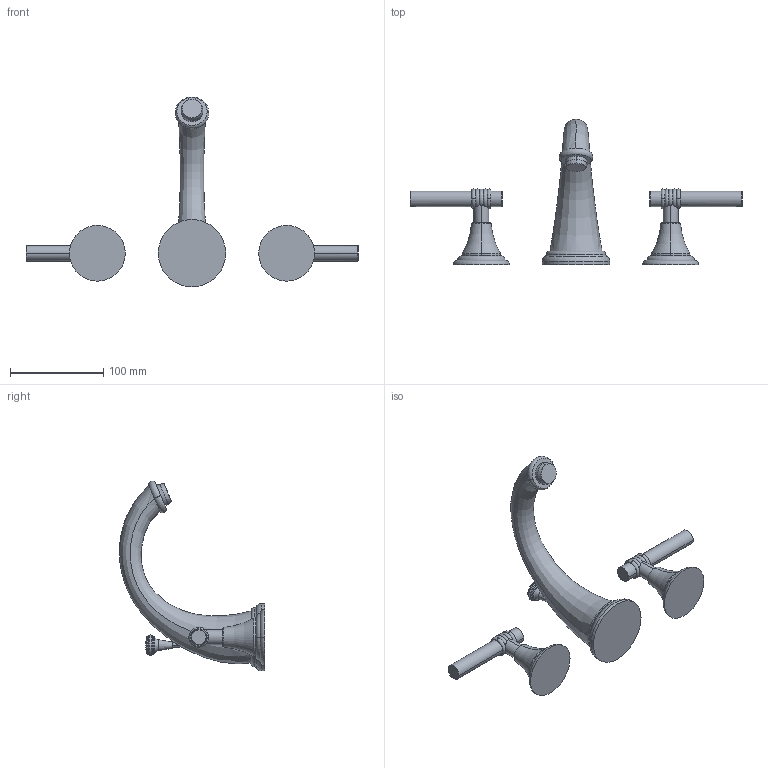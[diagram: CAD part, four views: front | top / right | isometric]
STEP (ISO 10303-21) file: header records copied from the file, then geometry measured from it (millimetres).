
FILE_DESCRIPTION((''),'2;1');
FILE_NAME('900','2020-11-25T16:15:55',('jinson.thomas'),(''),'CREO PARAMETRIC BY PTC INC, 2018400','CREO PARAMETRIC BY PTC INC, 2018400','');
FILE_SCHEMA(('CONFIG_CONTROL_DESIGN'));
Length unit declared in the file: inch
Products named in the file (1): 900
Bounding box: 356.31 x 155.98 x 203.88 mm (x, y, z)
Volume: 439837.2 mm3; surface area: 72179.6 mm2
Topology: 3 solids, 3 shells, 124 faces, 280 edges, 169 vertices
Faces by surface type: torus 48, cylinder 36, plane 19, cone 14, bspline 5, sphere 2
Entity records: 4431 total; most frequent: CARTESIAN_POINT 1574, DIRECTION 652, ORIENTED_EDGE 556, AXIS2_PLACEMENT_3D 300, EDGE_CURVE 278, CIRCLE 181, VERTEX_POINT 169, EDGE_LOOP 137
